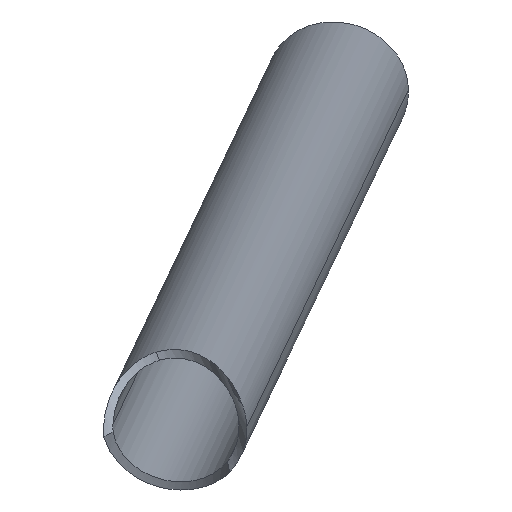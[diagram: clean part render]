
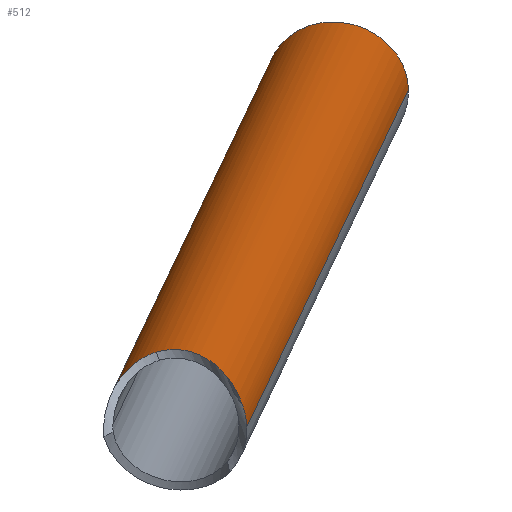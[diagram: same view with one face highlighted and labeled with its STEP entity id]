
A CAD part, left-side view. The second image highlights one B-rep face of the part: STEP entity #512.
In plain terms, the highlighted cylindrical face has radius 12.5 mm (diameter 25 mm), a partial arc.
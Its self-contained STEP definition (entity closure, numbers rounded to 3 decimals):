
#58=CARTESIAN_POINT('Control Point',(-1921.919,-291.872,108.368)) ;
#59=CARTESIAN_POINT('Control Point',(-1921.287,-291.909,109.108)) ;
#60=CARTESIAN_POINT('Control Point',(-1920.667,-291.988,109.857)) ;
#61=CARTESIAN_POINT('Control Point',(-1920.062,-292.113,110.612)) ;
#62=CARTESIAN_POINT('Control Point',(-1918.554,-292.558,112.569)) ;
#63=CARTESIAN_POINT('Control Point',(-1917.203,-293.353,114.537)) ;
#64=CARTESIAN_POINT('Control Point',(-1916.449,-293.989,115.739)) ;
#65=CARTESIAN_POINT('Control Point',(-1915.284,-295.476,117.868)) ;
#66=CARTESIAN_POINT('Control Point',(-1914.695,-297.58,119.671)) ;
#67=CARTESIAN_POINT('Control Point',(-1914.58,-298.667,120.386)) ;
#68=CARTESIAN_POINT('Control Point',(-1914.655,-299.841,120.928)) ;
#69=CARTESIAN_POINT('Control Point',(-1914.894,-301.037,121.291)) ;
#70=CARTESIAN_POINT('Vertex',(-1921.919,-291.872,108.368)) ;
#72=CARTESIAN_POINT('Vertex',(-1914.894,-301.037,121.291)) ;
#324=CARTESIAN_POINT('Vertex',(-1438.831,-319.943,167.003)) ;
#328=CARTESIAN_POINT('Control Point',(-1438.831,-319.943,167.003)) ;
#329=CARTESIAN_POINT('Control Point',(-1438.75,-319.947,167.482)) ;
#330=CARTESIAN_POINT('Control Point',(-1438.696,-319.972,167.966)) ;
#331=CARTESIAN_POINT('Control Point',(-1438.676,-320.018,168.451)) ;
#332=CARTESIAN_POINT('Control Point',(-1438.713,-320.149,169.378)) ;
#333=CARTESIAN_POINT('Control Point',(-1438.892,-320.357,170.273)) ;
#334=CARTESIAN_POINT('Control Point',(-1439.01,-320.474,170.69)) ;
#335=CARTESIAN_POINT('Control Point',(-1439.32,-320.754,171.543)) ;
#336=CARTESIAN_POINT('Control Point',(-1439.732,-321.097,172.328)) ;
#337=CARTESIAN_POINT('Control Point',(-1439.972,-321.295,172.724)) ;
#338=CARTESIAN_POINT('Control Point',(-1440.563,-321.784,173.594)) ;
#339=CARTESIAN_POINT('Control Point',(-1441.217,-322.346,174.372)) ;
#340=CARTESIAN_POINT('Control Point',(-1441.599,-322.689,174.786)) ;
#341=CARTESIAN_POINT('Control Point',(-1442.558,-323.591,175.749)) ;
#342=CARTESIAN_POINT('Control Point',(-1443.521,-324.632,176.562)) ;
#343=CARTESIAN_POINT('Control Point',(-1444.081,-325.302,176.995)) ;
#344=CARTESIAN_POINT('Control Point',(-1444.618,-326.023,177.375)) ;
#345=CARTESIAN_POINT('Control Point',(-1445.119,-326.791,177.695)) ;
#346=CARTESIAN_POINT('Vertex',(-1445.119,-326.791,177.695)) ;
#381=CARTESIAN_POINT('Vertex',(-1926.135,-315.964,112.194)) ;
#383=CARTESIAN_POINT('Vertex',(-1923.64,-313.267,117.09)) ;
#387=CARTESIAN_POINT('Control Point',(-1923.64,-313.267,117.09)) ;
#388=CARTESIAN_POINT('Control Point',(-1924.182,-314.224,116.011)) ;
#389=CARTESIAN_POINT('Control Point',(-1924.796,-314.993,114.8)) ;
#390=CARTESIAN_POINT('Control Point',(-1925.453,-315.569,113.518)) ;
#391=CARTESIAN_POINT('Control Point',(-1926.135,-315.964,112.194)) ;
#404=CARTESIAN_POINT('Control Point',(-1440.94,-344.862,166.924)) ;
#405=CARTESIAN_POINT('Control Point',(-1441.368,-344.837,168.057)) ;
#406=CARTESIAN_POINT('Control Point',(-1441.936,-344.666,169.134)) ;
#407=CARTESIAN_POINT('Control Point',(-1442.564,-344.372,170.138)) ;
#408=CARTESIAN_POINT('Control Point',(-1443.986,-343.489,172.248)) ;
#409=CARTESIAN_POINT('Control Point',(-1445.356,-342.094,174.108)) ;
#410=CARTESIAN_POINT('Control Point',(-1446.044,-341.181,175.055)) ;
#411=CARTESIAN_POINT('Control Point',(-1446.975,-339.471,176.419)) ;
#412=CARTESIAN_POINT('Control Point',(-1447.52,-337.424,177.454)) ;
#413=CARTESIAN_POINT('Control Point',(-1447.66,-336.617,177.787)) ;
#414=CARTESIAN_POINT('Control Point',(-1447.793,-334.995,178.312)) ;
#415=CARTESIAN_POINT('Control Point',(-1447.653,-333.315,178.588)) ;
#416=CARTESIAN_POINT('Control Point',(-1447.521,-332.501,178.66)) ;
#417=CARTESIAN_POINT('Control Point',(-1447.11,-330.782,178.686)) ;
#418=CARTESIAN_POINT('Control Point',(-1446.458,-329.152,178.452)) ;
#419=CARTESIAN_POINT('Control Point',(-1446.053,-328.321,178.259)) ;
#420=CARTESIAN_POINT('Control Point',(-1445.603,-327.534,178.005)) ;
#421=CARTESIAN_POINT('Control Point',(-1445.119,-326.791,177.695)) ;
#422=CARTESIAN_POINT('Vertex',(-1440.94,-344.862,166.924)) ;
#460=CARTESIAN_POINT('Axis2P3D Location',(-1680.07,-318.446,137.811)) ;
#466=CARTESIAN_POINT('Control Point',(-1926.135,-315.964,112.194)) ;
#467=CARTESIAN_POINT('Control Point',(-1925.987,-316.275,111.344)) ;
#468=CARTESIAN_POINT('Control Point',(-1925.562,-316.516,110.518)) ;
#469=CARTESIAN_POINT('Control Point',(-1925.055,-316.667,109.771)) ;
#470=CARTESIAN_POINT('Control Point',(-1924.519,-316.763,109.026)) ;
#471=CARTESIAN_POINT('Control Point',(-1923.962,-316.795,108.296)) ;
#472=CARTESIAN_POINT('Vertex',(-1923.962,-316.795,108.296)) ;
#475=CARTESIAN_POINT('Line Origine',(-1680.795,-330.925,137.811)) ;
#480=CARTESIAN_POINT('Line Origine',(-1679.345,-305.967,137.811)) ;
#486=CARTESIAN_POINT('Control Point',(-1914.894,-301.037,121.291)) ;
#487=CARTESIAN_POINT('Control Point',(-1915.06,-301.871,121.544)) ;
#488=CARTESIAN_POINT('Control Point',(-1915.307,-302.716,121.71)) ;
#489=CARTESIAN_POINT('Control Point',(-1915.625,-303.552,121.786)) ;
#490=CARTESIAN_POINT('Control Point',(-1916.35,-305.122,121.78)) ;
#491=CARTESIAN_POINT('Control Point',(-1917.239,-306.58,121.513)) ;
#492=CARTESIAN_POINT('Control Point',(-1917.699,-307.255,121.33)) ;
#493=CARTESIAN_POINT('Control Point',(-1918.596,-308.452,120.904)) ;
#494=CARTESIAN_POINT('Control Point',(-1919.548,-309.542,120.339)) ;
#495=CARTESIAN_POINT('Control Point',(-1919.997,-310.025,120.05)) ;
#496=CARTESIAN_POINT('Control Point',(-1920.996,-311.034,119.365)) ;
#497=CARTESIAN_POINT('Control Point',(-1922.01,-311.943,118.57)) ;
#498=CARTESIAN_POINT('Control Point',(-1922.561,-312.409,118.107)) ;
#499=CARTESIAN_POINT('Control Point',(-1923.108,-312.85,117.615)) ;
#500=CARTESIAN_POINT('Control Point',(-1923.64,-313.267,117.09)) ;
#461=DIRECTION('Axis2P3D Direction',(-0.991,0.058,-0.12)) ;
#462=DIRECTION('Axis2P3D XDirection',(-0.058,-0.998,0.)) ;
#476=DIRECTION('Vector Direction',(-0.991,0.058,-0.12)) ;
#481=DIRECTION('Vector Direction',(-0.991,0.058,-0.12)) ;
#463=AXIS2_PLACEMENT_3D('Cylinder Axis2P3D',#460,#461,#462) ;
#503=ORIENTED_EDGE('',*,*,#474,.T.) ;
#504=ORIENTED_EDGE('',*,*,#479,.F.) ;
#505=ORIENTED_EDGE('',*,*,#424,.T.) ;
#506=ORIENTED_EDGE('',*,*,#348,.F.) ;
#507=ORIENTED_EDGE('',*,*,#484,.T.) ;
#508=ORIENTED_EDGE('',*,*,#74,.T.) ;
#509=ORIENTED_EDGE('',*,*,#501,.T.) ;
#510=ORIENTED_EDGE('',*,*,#392,.T.) ;
#477=VECTOR('Line Direction',#476,1.) ;
#482=VECTOR('Line Direction',#481,1.) ;
#512=ADVANCED_FACE('Corps principal',(#511),#464,.T.) ;
#57=B_SPLINE_CURVE_WITH_KNOTS('',5,(#58,#59,#60,#61,#62,#63,#64,#65,#66,#67,#68,#69),.UNSPECIFIED.,.F.,.U.,(6,3,3,6),(0.,6.89,17.716,26.71),.UNSPECIFIED.) ;
#327=B_SPLINE_CURVE_WITH_KNOTS('',5,(#328,#329,#330,#331,#332,#333,#334,#335,#336,#337,#338,#339,#340,#341,#342,#343,#344,#345),.UNSPECIFIED.,.F.,.U.,(6,3,3,3,3,6),(0.,3.436,6.595,10.139,14.79,21.661),.UNSPECIFIED.) ;
#386=B_SPLINE_CURVE_WITH_KNOTS('',4,(#387,#388,#389,#390,#391),.UNSPECIFIED.,.F.,.U.,(5,5),(42.523,51.237),.UNSPECIFIED.) ;
#403=B_SPLINE_CURVE_WITH_KNOTS('',5,(#404,#405,#406,#407,#408,#409,#410,#411,#412,#413,#414,#415,#416,#417,#418,#419,#420,#421),.UNSPECIFIED.,.F.,.U.,(6,3,3,3,3,6),(0.,8.57,18.956,25.162,30.969,37.606),.UNSPECIFIED.) ;
#465=B_SPLINE_CURVE_WITH_KNOTS('',5,(#466,#467,#468,#469,#470,#471),.UNSPECIFIED.,.F.,.U.,(6,6),(32.249,38.749),.UNSPECIFIED.) ;
#485=B_SPLINE_CURVE_WITH_KNOTS('',5,(#486,#487,#488,#489,#490,#491,#492,#493,#494,#495,#496,#497,#498,#499,#500),.UNSPECIFIED.,.F.,.U.,(6,3,3,3,6),(0.,6.278,12.17,17.251,23.305),.UNSPECIFIED.) ;
#464=CYLINDRICAL_SURFACE('generated cylinder',#463,12.5) ;
#74=EDGE_CURVE('',#71,#73,#57,.T.) ;
#348=EDGE_CURVE('',#325,#347,#327,.T.) ;
#392=EDGE_CURVE('',#384,#382,#386,.T.) ;
#424=EDGE_CURVE('',#423,#347,#403,.T.) ;
#474=EDGE_CURVE('',#382,#473,#465,.T.) ;
#479=EDGE_CURVE('',#423,#473,#478,.T.) ;
#484=EDGE_CURVE('',#325,#71,#483,.T.) ;
#501=EDGE_CURVE('',#73,#384,#485,.T.) ;
#502=EDGE_LOOP('',(#503,#504,#505,#506,#507,#508,#509,#510)) ;
#511=FACE_OUTER_BOUND('',#502,.T.) ;
#478=LINE('Line',#475,#477) ;
#483=LINE('Line',#480,#482) ;
#71=VERTEX_POINT('',#70) ;
#73=VERTEX_POINT('',#72) ;
#325=VERTEX_POINT('',#324) ;
#347=VERTEX_POINT('',#346) ;
#382=VERTEX_POINT('',#381) ;
#384=VERTEX_POINT('',#383) ;
#423=VERTEX_POINT('',#422) ;
#473=VERTEX_POINT('',#472) ;
